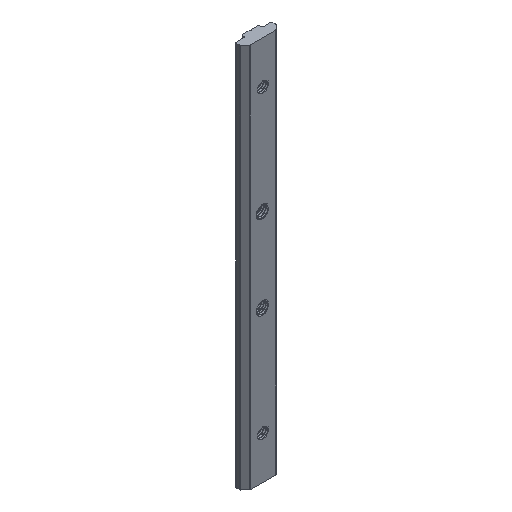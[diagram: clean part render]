
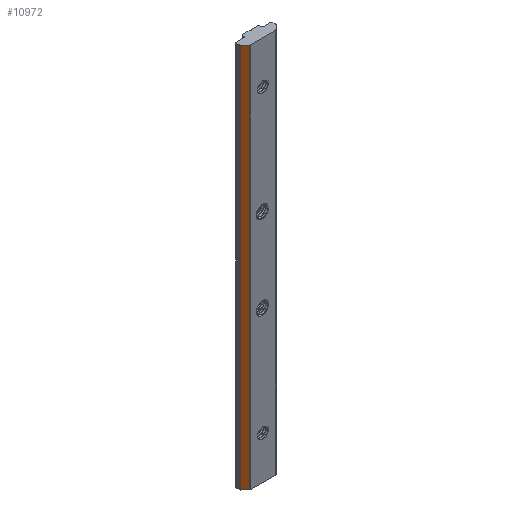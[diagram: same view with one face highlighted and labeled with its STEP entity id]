
A CAD part, isometric view. The second image highlights one B-rep face of the part: STEP entity #10972.
In plain terms, the highlighted planar face has unit normal (-0.707, -0.707, 0).
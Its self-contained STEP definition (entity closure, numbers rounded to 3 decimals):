
#914 = AXIS2_PLACEMENT_3D ( 'NONE', #11252, #7099, #16753 ) ;
#1481 = B_SPLINE_CURVE_WITH_KNOTS ( 'NONE', 1,
 ( #17651, #9548 ),
 .UNSPECIFIED., .F., .F.,
 ( 2, 2 ),
 ( 0., 1. ),
 .UNSPECIFIED. ) ;
#3172 = CARTESIAN_POINT ( 'NONE',  ( -8.354, -0.746, 0. ) ) ;
#3264 = B_SPLINE_CURVE_WITH_KNOTS ( 'NONE', 1,
 ( #5672, #4136 ),
 .UNSPECIFIED., .F., .F.,
 ( 2, 2 ),
 ( 0., 1. ),
 .UNSPECIFIED. ) ;
#3289 = B_SPLINE_CURVE_WITH_KNOTS ( 'NONE', 1,
 ( #13161, #11825 ),
 .UNSPECIFIED., .F., .F.,
 ( 2, 2 ),
 ( 0., 1. ),
 .UNSPECIFIED. ) ;
#4136 = CARTESIAN_POINT ( 'NONE',  ( -6.246, -2.854, -90. ) ) ;
#4381 = EDGE_CURVE ( 'NONE', #16169, #11251, #3289, .T. ) ;
#4804 = VERTEX_POINT ( 'NONE', #14711 ) ;
#4980 = CARTESIAN_POINT ( 'NONE',  ( -8.354, -0.746, 90. ) ) ;
#5666 = PLANE ( 'NONE',  #914 ) ;
#5672 = CARTESIAN_POINT ( 'NONE',  ( -8.354, -0.746, -90. ) ) ;
#7068 = EDGE_CURVE ( 'NONE', #4804, #16169, #1481, .T. ) ;
#7099 = DIRECTION ( 'NONE',  ( -0.707, -0.707, 0. ) ) ;
#7167 = VERTEX_POINT ( 'NONE', #8159 ) ;
#7337 = ORIENTED_EDGE ( 'NONE', *, *, #7068, .T. ) ;
#7415 = ORIENTED_EDGE ( 'NONE', *, *, #4381, .T. ) ;
#7447 = ORIENTED_EDGE ( 'NONE', *, *, #13971, .F. ) ;
#7479 = ORIENTED_EDGE ( 'NONE', *, *, #10489, .T. ) ;
#7728 = CARTESIAN_POINT ( 'NONE',  ( -6.246, -2.854, 90. ) ) ;
#8159 = CARTESIAN_POINT ( 'NONE',  ( -8.354, -0.746, -90. ) ) ;
#9548 = CARTESIAN_POINT ( 'NONE',  ( -6.246, -2.854, 90. ) ) ;
#10489 = EDGE_CURVE ( 'NONE', #7167, #4804, #3264, .T. ) ;
#10793 = EDGE_LOOP ( 'NONE', ( #7337, #7415, #7447, #7479 ) ) ;
#10972 = ADVANCED_FACE ( 'NONE', ( #14162 ), #5666, .T. ) ;
#11251 = VERTEX_POINT ( 'NONE', #4980 ) ;
#11252 = CARTESIAN_POINT ( 'NONE',  ( -6.246, -2.854, -90. ) ) ;
#11399 = LINE ( 'NONE', #3172, #14115 ) ;
#11825 = CARTESIAN_POINT ( 'NONE',  ( -8.354, -0.746, 90. ) ) ;
#13161 = CARTESIAN_POINT ( 'NONE',  ( -6.246, -2.854, 90. ) ) ;
#13285 = DIRECTION ( 'NONE',  ( 0., 0., 1. ) ) ;
#13971 = EDGE_CURVE ( 'NONE', #7167, #11251, #11399, .T. ) ;
#14115 = VECTOR ( 'NONE', #13285, 1000. ) ;
#14162 = FACE_OUTER_BOUND ( 'NONE', #10793, .T. ) ;
#14711 = CARTESIAN_POINT ( 'NONE',  ( -6.246, -2.854, -90. ) ) ;
#16169 = VERTEX_POINT ( 'NONE', #7728 ) ;
#16753 = DIRECTION ( 'NONE',  ( 0., 0., 1. ) ) ;
#17651 = CARTESIAN_POINT ( 'NONE',  ( -6.246, -2.854, -90. ) ) ;
